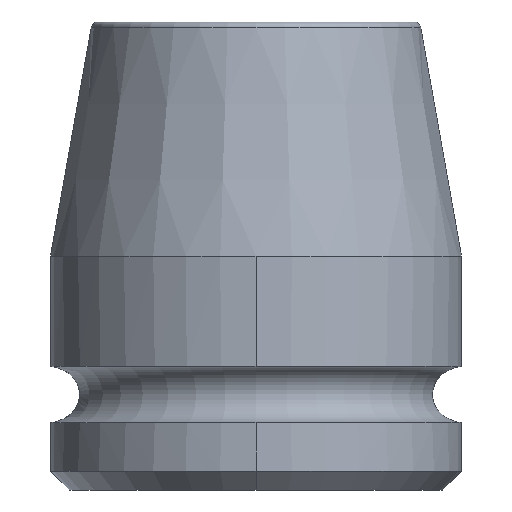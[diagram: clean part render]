
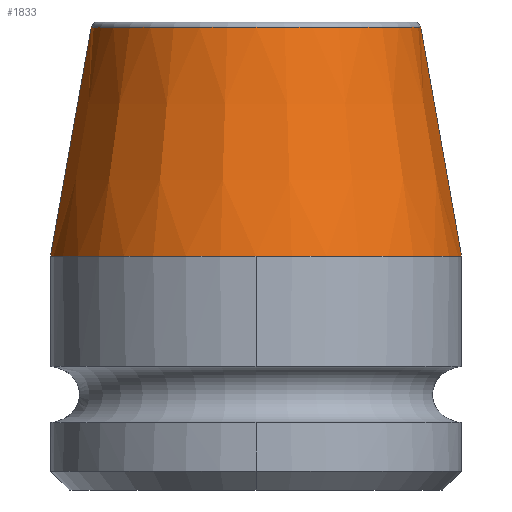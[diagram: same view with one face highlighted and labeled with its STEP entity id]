
A CAD part, left-side view. The second image highlights one B-rep face of the part: STEP entity #1833.
In plain terms, the highlighted conical face has half-angle 10.093 degrees and reference radius 19.776 mm.
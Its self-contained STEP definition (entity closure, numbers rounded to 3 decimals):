
#310=CARTESIAN_POINT('',(0.,0.,25.));
#311=DIRECTION('',(0.,0.,1.));
#312=DIRECTION('',(0.,1.,0.));
#313=AXIS2_PLACEMENT_3D('',#310,#311,#312);
#470=CARTESIAN_POINT('',(0.,0.,25.));
#471=DIRECTION('',(0.,0.,1.));
#472=DIRECTION('',(-1.,0.,0.));
#473=AXIS2_PLACEMENT_3D('',#470,#471,#472);
#558=DIRECTION('',(0.,0.175,-0.985));
#559=VECTOR('',#558,24.807);
#560=CARTESIAN_POINT('',(0.,17.603,
49.423));
#561=LINE('',#560,#559);
#562=DIRECTION('',(0.,-0.175,-0.985));
#563=VECTOR('',#562,24.807);
#564=CARTESIAN_POINT('',(0.,-17.603,
49.423));
#565=LINE('',#564,#563);
#830=CARTESIAN_POINT('',(0.,0.,49.423));
#831=DIRECTION('',(0.,0.,1.));
#832=DIRECTION('',(0.,1.,0.));
#833=AXIS2_PLACEMENT_3D('',#830,#831,#832);
#976=CARTESIAN_POINT('',(0.,21.95,25.));
#977=CARTESIAN_POINT('',(-21.95,0.,25.));
#978=VERTEX_POINT('',#976);
#979=VERTEX_POINT('',#977);
#980=CARTESIAN_POINT('',(0.,-21.95,25.));
#981=VERTEX_POINT('',#980);
#988=CARTESIAN_POINT('',(0.,17.603,49.423));
#989=CARTESIAN_POINT('',(0.,-17.603,49.423));
#990=VERTEX_POINT('',#988);
#991=VERTEX_POINT('',#989);
#1821=CARTESIAN_POINT('',(0.,0.,37.211));
#1822=DIRECTION('',(0.,0.,-1.));
#1823=DIRECTION('',(0.,-1.,0.));
#1824=AXIS2_PLACEMENT_3D('',#1821,#1822,#1823);
#1825=CONICAL_SURFACE('',#1824,19.776,10.093);
#1826=ORIENTED_EDGE('',*,*,#1815,.T.);
#1827=ORIENTED_EDGE('',*,*,#1497,.T.);
#1828=ORIENTED_EDGE('',*,*,#1411,.F.);
#1829=ORIENTED_EDGE('',*,*,#1344,.F.);
#1830=ORIENTED_EDGE('',*,*,#1493,.F.);
#1831=EDGE_LOOP('',(#1826,#1827,#1828,#1829,#1830));
#1832=FACE_OUTER_BOUND('',#1831,.F.);
#1833=ADVANCED_FACE('',(#1832),#1825,.T.);
#314=CIRCLE('',#313,21.95);
#474=CIRCLE('',#473,21.95);
#834=CIRCLE('',#833,17.603);
#1344=EDGE_CURVE('',#978,#979,#314,.T.);
#1411=EDGE_CURVE('',#979,#981,#474,.T.);
#1493=EDGE_CURVE('',#990,#978,#561,.T.);
#1497=EDGE_CURVE('',#991,#981,#565,.T.);
#1815=EDGE_CURVE('',#990,#991,#834,.T.);
